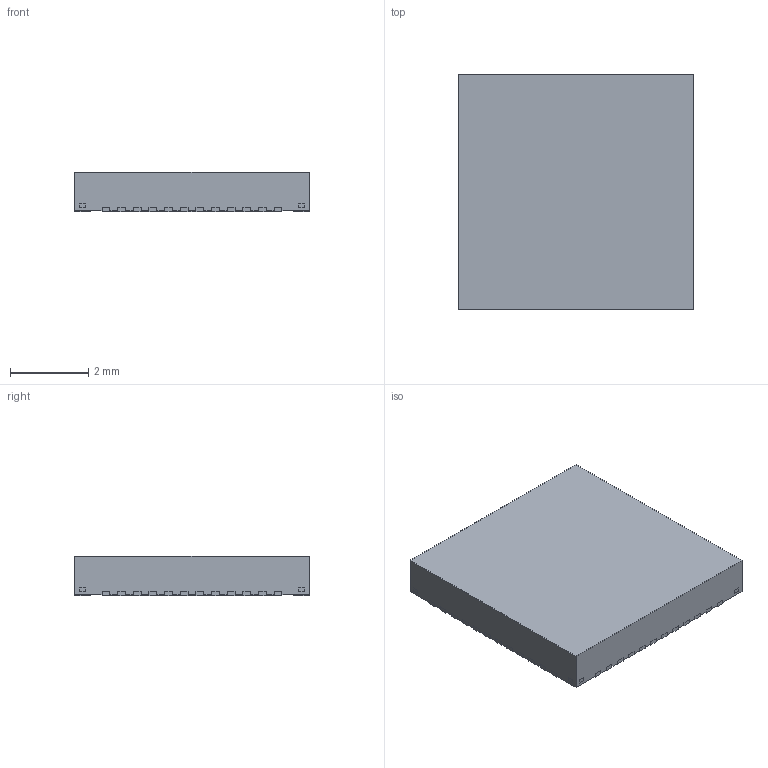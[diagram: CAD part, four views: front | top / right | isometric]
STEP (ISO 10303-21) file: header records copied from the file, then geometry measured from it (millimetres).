
FILE_DESCRIPTION((''),'2;1');
FILE_NAME('RSL0048B_ASM','2020-02-17T11:30:56',('a0412086'),(''),'CREO PARAMETRIC BY PTC INC, 2019292','CREO PARAMETRIC BY PTC INC, 2019292','');
FILE_SCHEMA(('AUTOMOTIVE_DESIGN { 1 0 10303 214 1 1 1 1 }'));
Length unit declared in the file: millimetre
Products named in the file (3): FRAME; BODY; RSL0048B_ASM
Assembly tree (2 placements, depth 2):
  RSL0048B_ASM
    FRAME
    BODY
Bounding box: 6 x 6 x 1 mm (x, y, z)
Volume: 35.7 mm3; surface area: 153.9 mm2
Topology: 54 solids, 54 shells, 747 faces, 1914 edges, 1276 vertices
Faces by surface type: plane 555, cylinder 192
Entity records: 29139 total; most frequent: CARTESIAN_POINT 3949, ORIENTED_EDGE 3828, DIRECTION 3802, PRESENTATION_STYLE_ASSIGNMENT 2024, STYLED_ITEM 1968, CURVE_STYLE 1914, EDGE_CURVE 1914, VECTOR 1530
